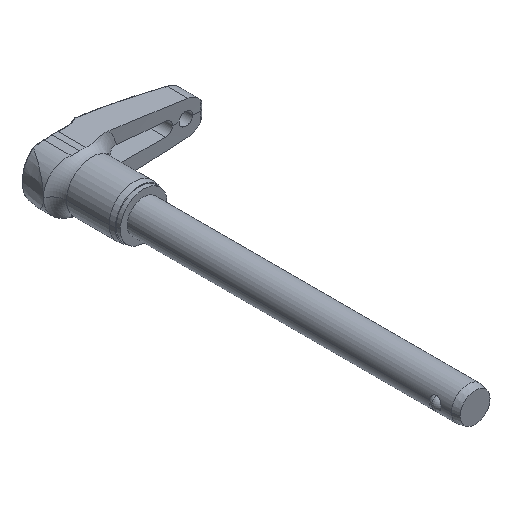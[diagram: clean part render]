
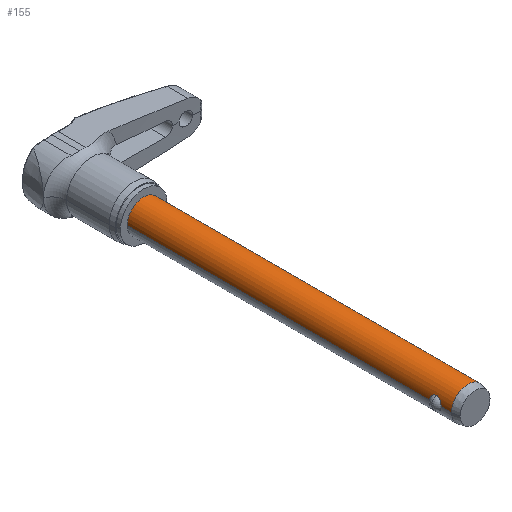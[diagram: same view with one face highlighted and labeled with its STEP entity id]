
A CAD part, isometric view. The second image highlights one B-rep face of the part: STEP entity #155.
In plain terms, the highlighted cylindrical face has radius 6 mm (diameter 12 mm), a partial arc.
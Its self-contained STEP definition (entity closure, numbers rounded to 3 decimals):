
#155=ADVANCED_FACE('',(#349),#350,.T.);
#349=FACE_OUTER_BOUND('',#581,.T.);
#350=CYLINDRICAL_SURFACE('',#582,6.0);
#581=EDGE_LOOP('',(#1076,#1077,#1078,#1079,#1080,#1081,#1082,#1083,#1084,#1085));
#582=AXIS2_PLACEMENT_3D('',#1086,#1087,#1088);
#1076=ORIENTED_EDGE('',*,*,#1613,.T.);
#1077=ORIENTED_EDGE('',*,*,#1636,.T.);
#1078=ORIENTED_EDGE('',*,*,#1629,.T.);
#1079=ORIENTED_EDGE('',*,*,#1620,.T.);
#1080=ORIENTED_EDGE('',*,*,#1642,.F.);
#1081=ORIENTED_EDGE('',*,*,#1618,.T.);
#1082=ORIENTED_EDGE('',*,*,#1632,.T.);
#1083=ORIENTED_EDGE('',*,*,#1634,.T.);
#1084=ORIENTED_EDGE('',*,*,#1615,.T.);
#1085=ORIENTED_EDGE('',*,*,#1640,.T.);
#1086=CARTESIAN_POINT('',(0.0,-58.975,0.0));
#1087=DIRECTION('',(-0.0,1.0,0.0));
#1088=DIRECTION('',(1.0,0.0,0.0));
#1613=EDGE_CURVE('',#1967,#1968,#1969,.T.);
#1615=EDGE_CURVE('',#1972,#1970,#1973,.T.);
#1618=EDGE_CURVE('',#1978,#1976,#1979,.T.);
#1620=EDGE_CURVE('',#1982,#1980,#1983,.T.);
#1629=EDGE_CURVE('',#1994,#1982,#1996,.T.);
#1632=EDGE_CURVE('',#1976,#1998,#2000,.T.);
#1634=EDGE_CURVE('',#1998,#1972,#2002,.T.);
#1636=EDGE_CURVE('',#1968,#1994,#2004,.T.);
#1640=EDGE_CURVE('',#1970,#1967,#2008,.T.);
#1642=EDGE_CURVE('',#1978,#1980,#2010,.T.);
#1967=VERTEX_POINT('',#2720);
#1968=VERTEX_POINT('',#2721);
#1969=LINE('',#2722,#2723);
#1970=VERTEX_POINT('',#2724);
#1972=VERTEX_POINT('',#2726);
#1973=LINE('',#2727,#2728);
#1976=VERTEX_POINT('',#2748);
#1978=VERTEX_POINT('',#2767);
#1979=LINE('',#2768,#2769);
#1980=VERTEX_POINT('',#2770);
#1982=VERTEX_POINT('',#2772);
#1983=LINE('',#2773,#2774);
#1994=VERTEX_POINT('',#2821);
#1996=B_SPLINE_CURVE_WITH_KNOTS('',3,(#2823,#2824,#2825,#2826,#2827,#2828,#2829,#2830,#2831,#2832,#2833,#2834,#2835,#2836,#2837,#2838,#2839,#2840),.UNSPECIFIED.,.F.,.F.,(4,2,2,2,2,2,2,2,4),(6.621,6.981,7.341,7.701,8.061,8.408,8.754,9.343,9.932),.UNSPECIFIED.);
#1998=VERTEX_POINT('',#2842);
#2000=B_SPLINE_CURVE_WITH_KNOTS('',3,(#2844,#2845,#2846,#2847,#2848,#2849,#2850,#2851,#2852,#2853,#2854,#2855,#2856,#2857,#2858,#2859,#2860,#2861),.UNSPECIFIED.,.F.,.F.,(4,2,2,2,2,2,2,2,4),(9.932,10.52,11.109,11.456,11.802,12.162,12.522,12.882,13.242),.UNSPECIFIED.);
#2002=B_SPLINE_CURVE_WITH_KNOTS('',3,(#2863,#2864,#2865,#2866,#2867,#2868,#2869,#2870,#2871,#2872,#2873,#2874,#2875,#2876,#2877,#2878,#2879,#2880),.UNSPECIFIED.,.F.,.F.,(4,2,2,2,2,2,2,2,4),(0.0,0.36,0.72,1.08,1.44,1.787,2.133,2.722,3.311),.UNSPECIFIED.);
#2004=B_SPLINE_CURVE_WITH_KNOTS('',3,(#2882,#2883,#2884,#2885,#2886,#2887,#2888,#2889,#2890,#2891,#2892,#2893,#2894,#2895,#2896,#2897,#2898,#2899),.UNSPECIFIED.,.F.,.F.,(4,2,2,2,2,2,2,2,4),(3.311,3.899,4.488,4.835,5.181,5.541,5.901,6.261,6.621),.UNSPECIFIED.);
#2008=CIRCLE('',#2903,6.0);
#2010=CIRCLE('',#2905,6.0);
#2720=CARTESIAN_POINT('',(6.0,-117.95,0.0));
#2721=CARTESIAN_POINT('',(6.0,-114.189,0.));
#2722=CARTESIAN_POINT('',(6.0,-58.975,0.));
#2723=VECTOR('',#3503,1.0);
#2724=CARTESIAN_POINT('',(-6.0,-117.95,0.));
#2726=CARTESIAN_POINT('',(-6.0,-114.189,0.));
#2727=CARTESIAN_POINT('',(-6.0,-58.975,0.));
#2728=VECTOR('',#3507,1.0);
#2748=CARTESIAN_POINT('',(-6.0,-110.0,0.));
#2767=CARTESIAN_POINT('',(-6.0,0.,0.));
#2768=CARTESIAN_POINT('',(-6.0,-58.975,0.));
#2769=VECTOR('',#3508,1.0);
#2770=CARTESIAN_POINT('',(6.0,0.0,0.0));
#2772=CARTESIAN_POINT('',(6.0,-110.0,0.));
#2773=CARTESIAN_POINT('',(6.0,-58.975,0.));
#2774=VECTOR('',#3512,1.0);
#2821=CARTESIAN_POINT('',(5.55,-112.095,2.281));
#2823=CARTESIAN_POINT('',(5.55,-112.095,2.281));
#2824=CARTESIAN_POINT('',(5.55,-111.975,2.281));
#2825=CARTESIAN_POINT('',(5.554,-111.851,2.27));
#2826=CARTESIAN_POINT('',(5.573,-111.604,2.224));
#2827=CARTESIAN_POINT('',(5.587,-111.482,2.189));
#2828=CARTESIAN_POINT('',(5.622,-111.246,2.097));
#2829=CARTESIAN_POINT('',(5.643,-111.133,2.039));
#2830=CARTESIAN_POINT('',(5.689,-110.923,1.907));
#2831=CARTESIAN_POINT('',(5.714,-110.826,1.832));
#2832=CARTESIAN_POINT('',(5.761,-110.656,1.677));
#2833=CARTESIAN_POINT('',(5.787,-110.571,1.586));
#2834=CARTESIAN_POINT('',(5.837,-110.419,1.391));
#2835=CARTESIAN_POINT('',(5.861,-110.351,1.286));
#2836=CARTESIAN_POINT('',(5.916,-110.204,1.017));
#2837=CARTESIAN_POINT('',(5.947,-110.126,0.82));
#2838=CARTESIAN_POINT('',(5.99,-110.024,0.409));
#2839=CARTESIAN_POINT('',(6.0,-110.0,0.196));
#2840=CARTESIAN_POINT('',(6.0,-110.0,0.));
#2842=CARTESIAN_POINT('',(-5.55,-112.095,2.281));
#2844=CARTESIAN_POINT('',(-6.0,-110.0,0.));
#2845=CARTESIAN_POINT('',(-6.0,-110.0,0.196));
#2846=CARTESIAN_POINT('',(-5.99,-110.024,0.409));
#2847=CARTESIAN_POINT('',(-5.947,-110.126,0.82));
#2848=CARTESIAN_POINT('',(-5.916,-110.204,1.017));
#2849=CARTESIAN_POINT('',(-5.861,-110.351,1.286));
#2850=CARTESIAN_POINT('',(-5.837,-110.419,1.391));
#2851=CARTESIAN_POINT('',(-5.787,-110.571,1.586));
#2852=CARTESIAN_POINT('',(-5.761,-110.656,1.677));
#2853=CARTESIAN_POINT('',(-5.714,-110.826,1.832));
#2854=CARTESIAN_POINT('',(-5.689,-110.923,1.907));
#2855=CARTESIAN_POINT('',(-5.643,-111.133,2.039));
#2856=CARTESIAN_POINT('',(-5.622,-111.246,2.097));
#2857=CARTESIAN_POINT('',(-5.587,-111.482,2.189));
#2858=CARTESIAN_POINT('',(-5.573,-111.604,2.224));
#2859=CARTESIAN_POINT('',(-5.554,-111.851,2.27));
#2860=CARTESIAN_POINT('',(-5.55,-111.975,2.281));
#2861=CARTESIAN_POINT('',(-5.55,-112.095,2.281));
#2863=CARTESIAN_POINT('',(-5.55,-112.095,2.281));
#2864=CARTESIAN_POINT('',(-5.55,-112.215,2.281));
#2865=CARTESIAN_POINT('',(-5.554,-112.339,2.27));
#2866=CARTESIAN_POINT('',(-5.573,-112.585,2.224));
#2867=CARTESIAN_POINT('',(-5.587,-112.708,2.189));
#2868=CARTESIAN_POINT('',(-5.622,-112.943,2.097));
#2869=CARTESIAN_POINT('',(-5.643,-113.056,2.039));
#2870=CARTESIAN_POINT('',(-5.689,-113.266,1.907));
#2871=CARTESIAN_POINT('',(-5.714,-113.363,1.832));
#2872=CARTESIAN_POINT('',(-5.761,-113.534,1.677));
#2873=CARTESIAN_POINT('',(-5.787,-113.619,1.586));
#2874=CARTESIAN_POINT('',(-5.837,-113.771,1.391));
#2875=CARTESIAN_POINT('',(-5.861,-113.838,1.286));
#2876=CARTESIAN_POINT('',(-5.916,-113.985,1.017));
#2877=CARTESIAN_POINT('',(-5.947,-114.064,0.82));
#2878=CARTESIAN_POINT('',(-5.99,-114.166,0.409));
#2879=CARTESIAN_POINT('',(-6.0,-114.189,0.196));
#2880=CARTESIAN_POINT('',(-6.0,-114.189,0.));
#2882=CARTESIAN_POINT('',(6.0,-114.189,0.0));
#2883=CARTESIAN_POINT('',(6.0,-114.189,0.196));
#2884=CARTESIAN_POINT('',(5.99,-114.166,0.409));
#2885=CARTESIAN_POINT('',(5.947,-114.064,0.82));
#2886=CARTESIAN_POINT('',(5.916,-113.985,1.017));
#2887=CARTESIAN_POINT('',(5.861,-113.838,1.286));
#2888=CARTESIAN_POINT('',(5.837,-113.771,1.391));
#2889=CARTESIAN_POINT('',(5.787,-113.619,1.586));
#2890=CARTESIAN_POINT('',(5.761,-113.534,1.677));
#2891=CARTESIAN_POINT('',(5.714,-113.363,1.832));
#2892=CARTESIAN_POINT('',(5.689,-113.266,1.907));
#2893=CARTESIAN_POINT('',(5.643,-113.056,2.039));
#2894=CARTESIAN_POINT('',(5.622,-112.943,2.097));
#2895=CARTESIAN_POINT('',(5.587,-112.708,2.189));
#2896=CARTESIAN_POINT('',(5.573,-112.585,2.224));
#2897=CARTESIAN_POINT('',(5.554,-112.339,2.27));
#2898=CARTESIAN_POINT('',(5.55,-112.215,2.281));
#2899=CARTESIAN_POINT('',(5.55,-112.095,2.281));
#2903=AXIS2_PLACEMENT_3D('',#3527,#3528,#3529);
#2905=AXIS2_PLACEMENT_3D('',#3530,#3531,#3532);
#3503=DIRECTION('',(0.0,1.0,0.0));
#3507=DIRECTION('',(-0.0,-1.0,-0.0));
#3508=DIRECTION('',(-0.0,-1.0,-0.0));
#3512=DIRECTION('',(0.0,1.0,0.0));
#3527=CARTESIAN_POINT('',(0.0,-117.95,0.0));
#3528=DIRECTION('',(-0.0,1.0,0.0));
#3529=DIRECTION('',(1.0,0.0,0.0));
#3530=CARTESIAN_POINT('',(0.0,0.0,0.0));
#3531=DIRECTION('',(-0.0,1.0,0.));
#3532=DIRECTION('',(1.0,0.0,0.0));
